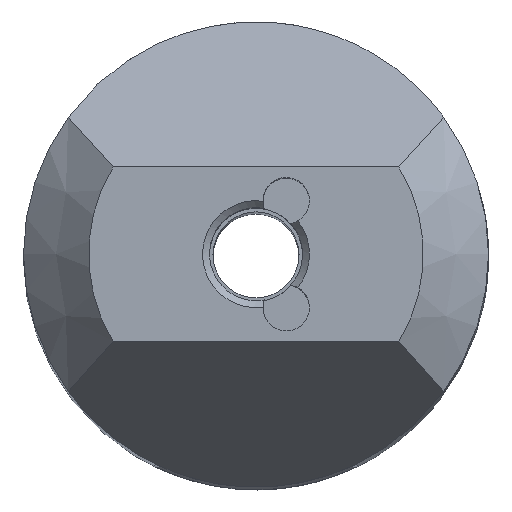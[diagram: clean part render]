
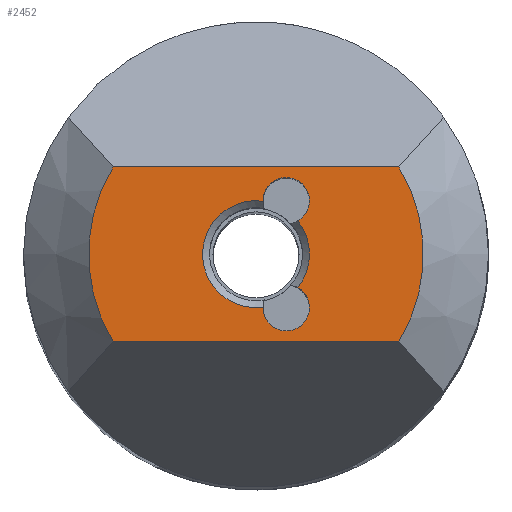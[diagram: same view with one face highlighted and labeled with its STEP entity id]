
A CAD part, top view. The second image highlights one B-rep face of the part: STEP entity #2452.
In plain terms, the highlighted planar face has unit normal (0, 0, 1).
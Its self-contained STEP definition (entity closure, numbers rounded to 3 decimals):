
#105 = CARTESIAN_POINT ( 'NONE',  ( 1.3, -2.3, 90. ) ) ;
#138 = DIRECTION ( 'NONE',  ( 0., 0., -1. ) ) ;
#139 = ORIENTED_EDGE ( 'NONE', *, *, #1298, .F. ) ;
#147 = CARTESIAN_POINT ( 'NONE',  ( 1.799, -1.433, 90. ) ) ;
#220 = EDGE_CURVE ( 'NONE', #1029, #1335, #909, .T. ) ;
#222 = CARTESIAN_POINT ( 'NONE',  ( 6.146, -3.75, 90. ) ) ;
#295 = ORIENTED_EDGE ( 'NONE', *, *, #835, .F. ) ;
#304 = CARTESIAN_POINT ( 'NONE',  ( 0., 0., 90. ) ) ;
#481 = PLANE ( 'NONE',  #1816 ) ;
#531 = CIRCLE ( 'NONE', #899, 7.2 ) ;
#533 = CARTESIAN_POINT ( 'NONE',  ( 0.3, -2.28, 90. ) ) ;
#596 = VECTOR ( 'NONE', #1834, 1000. ) ;
#619 = EDGE_CURVE ( 'NONE', #2290, #750, #1250, .T. ) ;
#626 = CARTESIAN_POINT ( 'NONE',  ( 0., 0., 90. ) ) ;
#631 = AXIS2_PLACEMENT_3D ( 'NONE', #105, #2327, #740 ) ;
#673 = CARTESIAN_POINT ( 'NONE',  ( 0., 0., 90. ) ) ;
#740 = DIRECTION ( 'NONE',  ( 1., 0., 0. ) ) ;
#745 = DIRECTION ( 'NONE',  ( 1., 0., 0. ) ) ;
#750 = VERTEX_POINT ( 'NONE', #1885 ) ;
#775 = VERTEX_POINT ( 'NONE', #147 ) ;
#781 = DIRECTION ( 'NONE',  ( 1., 0., 0. ) ) ;
#785 = DIRECTION ( 'NONE',  ( 0., 0., -1. ) ) ;
#818 = EDGE_LOOP ( 'NONE', ( #1709, #1962, #139, #2470 ) ) ;
#835 = EDGE_CURVE ( 'NONE', #2526, #775, #1795, .T. ) ;
#899 = AXIS2_PLACEMENT_3D ( 'NONE', #1119, #949, #1933 ) ;
#900 = VERTEX_POINT ( 'NONE', #1951 ) ;
#909 = CIRCLE ( 'NONE', #2450, 1. ) ;
#949 = DIRECTION ( 'NONE',  ( 0., 0., 1. ) ) ;
#984 = VECTOR ( 'NONE', #781, 1000. ) ;
#1016 = DIRECTION ( 'NONE',  ( 1., 0., 0. ) ) ;
#1029 = VERTEX_POINT ( 'NONE', #1976 ) ;
#1040 = CARTESIAN_POINT ( 'NONE',  ( -10., 3.75, 90. ) ) ;
#1055 = ORIENTED_EDGE ( 'NONE', *, *, #1803, .T. ) ;
#1069 = CIRCLE ( 'NONE', #1396, 2.3 ) ;
#1113 = CIRCLE ( 'NONE', #2527, 2.3 ) ;
#1119 = CARTESIAN_POINT ( 'NONE',  ( 0., 0., 90. ) ) ;
#1245 = LINE ( 'NONE', #1040, #596 ) ;
#1250 = CIRCLE ( 'NONE', #1924, 7.2 ) ;
#1267 = CARTESIAN_POINT ( 'NONE',  ( 0., 0., 90. ) ) ;
#1298 = EDGE_CURVE ( 'NONE', #900, #750, #1245, .T. ) ;
#1325 = DIRECTION ( 'NONE',  ( 0., 0., 1. ) ) ;
#1335 = VERTEX_POINT ( 'NONE', #1668 ) ;
#1396 = AXIS2_PLACEMENT_3D ( 'NONE', #304, #138, #745 ) ;
#1421 = DIRECTION ( 'NONE',  ( 1., 0., 0. ) ) ;
#1432 = FACE_OUTER_BOUND ( 'NONE', #818, .T. ) ;
#1517 = ORIENTED_EDGE ( 'NONE', *, *, #2061, .T. ) ;
#1570 = CARTESIAN_POINT ( 'NONE',  ( -10., -3.75, 90. ) ) ;
#1642 = DIRECTION ( 'NONE',  ( 1., 0., 0. ) ) ;
#1664 = ORIENTED_EDGE ( 'NONE', *, *, #220, .F. ) ;
#1668 = CARTESIAN_POINT ( 'NONE',  ( 0.3, 2.28, 90. ) ) ;
#1709 = ORIENTED_EDGE ( 'NONE', *, *, #2283, .T. ) ;
#1757 = CARTESIAN_POINT ( 'NONE',  ( -6.146, -3.75, 90. ) ) ;
#1795 = CIRCLE ( 'NONE', #631, 1. ) ;
#1803 = EDGE_CURVE ( 'NONE', #2526, #1335, #1113, .T. ) ;
#1816 = AXIS2_PLACEMENT_3D ( 'NONE', #1267, #2064, #1421 ) ;
#1834 = DIRECTION ( 'NONE',  ( 1., 0., 0. ) ) ;
#1885 = CARTESIAN_POINT ( 'NONE',  ( 6.146, 3.75, 90. ) ) ;
#1924 = AXIS2_PLACEMENT_3D ( 'NONE', #673, #2052, #1642 ) ;
#1933 = DIRECTION ( 'NONE',  ( 1., 0., 0. ) ) ;
#1947 = DIRECTION ( 'NONE',  ( 1., 0., 0. ) ) ;
#1951 = CARTESIAN_POINT ( 'NONE',  ( -6.146, 3.75, 90. ) ) ;
#1962 = ORIENTED_EDGE ( 'NONE', *, *, #619, .T. ) ;
#1976 = CARTESIAN_POINT ( 'NONE',  ( 1.799, 1.433, 90. ) ) ;
#2052 = DIRECTION ( 'NONE',  ( 0., 0., 1. ) ) ;
#2061 = EDGE_CURVE ( 'NONE', #1029, #775, #1069, .T. ) ;
#2064 = DIRECTION ( 'NONE',  ( 0., 0., 1. ) ) ;
#2112 = CARTESIAN_POINT ( 'NONE',  ( 1.3, 2.3, 90. ) ) ;
#2153 = EDGE_CURVE ( 'NONE', #900, #2325, #531, .T. ) ;
#2265 = FACE_BOUND ( 'NONE', #2368, .T. ) ;
#2283 = EDGE_CURVE ( 'NONE', #2325, #2290, #2405, .T. ) ;
#2290 = VERTEX_POINT ( 'NONE', #222 ) ;
#2325 = VERTEX_POINT ( 'NONE', #1757 ) ;
#2327 = DIRECTION ( 'NONE',  ( 0., 0., 1. ) ) ;
#2368 = EDGE_LOOP ( 'NONE', ( #1664, #1517, #295, #1055 ) ) ;
#2405 = LINE ( 'NONE', #1570, #984 ) ;
#2450 = AXIS2_PLACEMENT_3D ( 'NONE', #2112, #1325, #1947 ) ;
#2452 = ADVANCED_FACE ( 'NONE', ( #1432, #2265 ), #481, .T. ) ;
#2470 = ORIENTED_EDGE ( 'NONE', *, *, #2153, .T. ) ;
#2526 = VERTEX_POINT ( 'NONE', #533 ) ;
#2527 = AXIS2_PLACEMENT_3D ( 'NONE', #626, #785, #1016 ) ;
